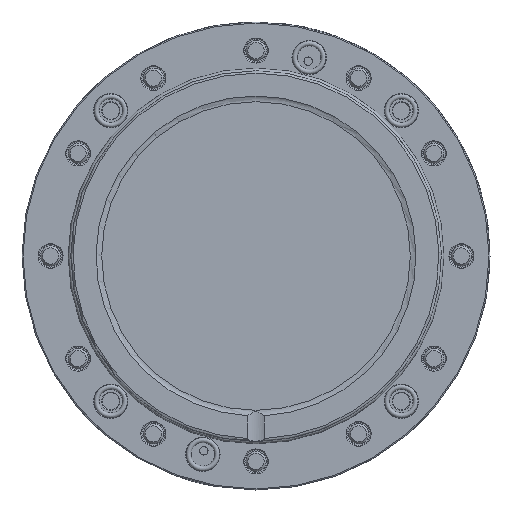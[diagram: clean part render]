
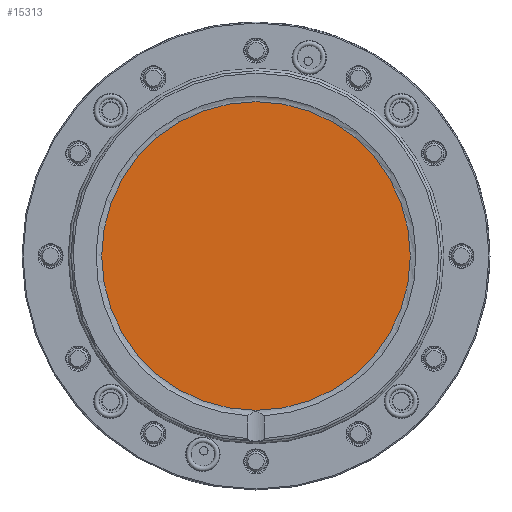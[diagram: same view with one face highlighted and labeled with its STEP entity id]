
A CAD part, front view. The second image highlights one B-rep face of the part: STEP entity #15313.
In plain terms, the highlighted planar face has unit normal (0, -1, 0).
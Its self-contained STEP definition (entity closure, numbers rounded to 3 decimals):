
#630 = FACE_OUTER_BOUND ( 'NONE', #17622, .T. ) ;
#3087 = ORIENTED_EDGE ( 'NONE', *, *, #22145, .F. ) ;
#6081 = PLANE ( 'NONE',  #7995 ) ;
#7066 = DIRECTION ( 'NONE',  ( 0., 1., 0. ) ) ;
#7995 = AXIS2_PLACEMENT_3D ( 'NONE', #10847, #7066, #12802 ) ;
#9092 = DIRECTION ( 'NONE',  ( 0., 1., 0. ) ) ;
#10847 = CARTESIAN_POINT ( 'NONE',  ( -18.177, -23.728, 0. ) ) ;
#12118 = AXIS2_PLACEMENT_3D ( 'NONE', #16574, #9092, #20718 ) ;
#12802 = DIRECTION ( 'NONE',  ( 0., 0., 1. ) ) ;
#13290 = CIRCLE ( 'NONE', #12118, 45.842 ) ;
#15313 = ADVANCED_FACE ( 'NONE', ( #630 ), #6081, .F. ) ;
#16574 = CARTESIAN_POINT ( 'NONE',  ( -18.177, -23.728, 0. ) ) ;
#17622 = EDGE_LOOP ( 'NONE', ( #3087 ) ) ;
#19797 = CARTESIAN_POINT ( 'NONE',  ( -18.177, -23.728, 45.842 ) ) ;
#20718 = DIRECTION ( 'NONE',  ( 0., 0., 1. ) ) ;
#21910 = VERTEX_POINT ( 'NONE', #19797 ) ;
#22145 = EDGE_CURVE ( 'NONE', #21910, #21910, #13290, .T. ) ;
